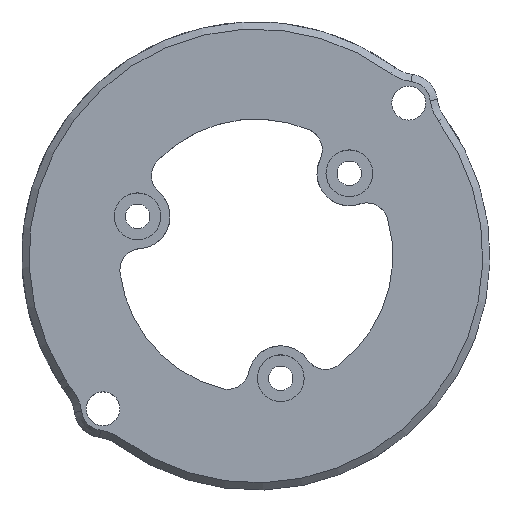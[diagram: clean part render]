
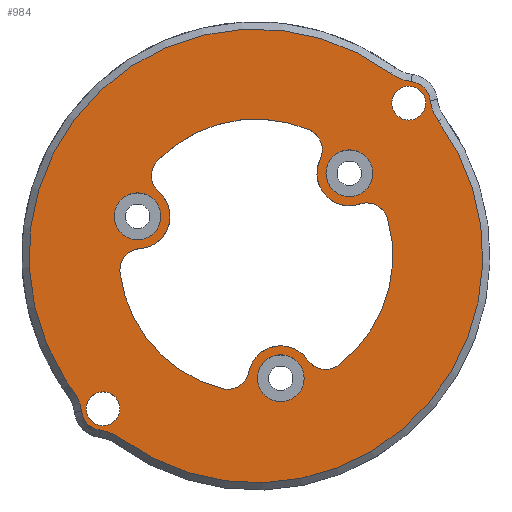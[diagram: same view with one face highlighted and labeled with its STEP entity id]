
A CAD part, top view. The second image highlights one B-rep face of the part: STEP entity #984.
In plain terms, the highlighted planar face has unit normal (0, 0, 1).
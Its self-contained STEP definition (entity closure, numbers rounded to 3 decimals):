
#21=FACE_BOUND('',#163,.T.);
#22=FACE_BOUND('',#164,.T.);
#23=FACE_BOUND('',#165,.T.);
#24=FACE_BOUND('',#166,.T.);
#25=FACE_BOUND('',#167,.T.);
#26=FACE_BOUND('',#168,.T.);
#36=PLANE('',#1078);
#102=FACE_OUTER_BOUND('',#162,.T.);
#162=EDGE_LOOP('',(#701,#702,#703,#704,#705,#706,#707,#708,#709));
#163=EDGE_LOOP('',(#710));
#164=EDGE_LOOP('',(#711));
#165=EDGE_LOOP('',(#712));
#166=EDGE_LOOP('',(#713,#714,#715,#716,#717,#718,#719,#720,#721,#722,#723,
#724));
#167=EDGE_LOOP('',(#725));
#168=EDGE_LOOP('',(#726));
#227=CIRCLE('',#1049,6.);
#228=CIRCLE('',#1051,3.);
#231=CIRCLE('',#1055,6.);
#238=CIRCLE('',#1067,31.5);
#240=CIRCLE('',#1070,6.);
#242=CIRCLE('',#1073,3.);
#245=CIRCLE('',#1077,6.);
#246=CIRCLE('',#1079,31.5);
#247=CIRCLE('',#1080,7.);
#248=CIRCLE('',#1081,3.25);
#249=CIRCLE('',#1082,3.25);
#250=CIRCLE('',#1083,3.25);
#251=CIRCLE('',#1084,3.);
#252=CIRCLE('',#1085,19.);
#253=CIRCLE('',#1086,3.);
#254=CIRCLE('',#1087,4.5);
#255=CIRCLE('',#1088,3.);
#256=CIRCLE('',#1089,19.);
#257=CIRCLE('',#1090,3.);
#258=CIRCLE('',#1091,4.5);
#259=CIRCLE('',#1092,3.);
#260=CIRCLE('',#1093,19.);
#261=CIRCLE('',#1094,3.);
#262=CIRCLE('',#1095,4.5);
#263=CIRCLE('',#1096,2.35);
#264=CIRCLE('',#1097,2.35);
#406=VERTEX_POINT('',#1522);
#409=VERTEX_POINT('',#1527);
#410=VERTEX_POINT('',#1531);
#414=VERTEX_POINT('',#1544);
#424=VERTEX_POINT('',#1585);
#425=VERTEX_POINT('',#1586);
#428=VERTEX_POINT('',#1594);
#430=VERTEX_POINT('',#1600);
#432=VERTEX_POINT('',#1606);
#433=VERTEX_POINT('',#1613);
#434=VERTEX_POINT('',#1615);
#435=VERTEX_POINT('',#1617);
#436=VERTEX_POINT('',#1619);
#437=VERTEX_POINT('',#1620);
#438=VERTEX_POINT('',#1622);
#439=VERTEX_POINT('',#1624);
#440=VERTEX_POINT('',#1626);
#441=VERTEX_POINT('',#1628);
#442=VERTEX_POINT('',#1630);
#443=VERTEX_POINT('',#1632);
#444=VERTEX_POINT('',#1634);
#445=VERTEX_POINT('',#1636);
#446=VERTEX_POINT('',#1638);
#447=VERTEX_POINT('',#1640);
#448=VERTEX_POINT('',#1643);
#449=VERTEX_POINT('',#1645);
#505=EDGE_CURVE('',#409,#406,#227,.T.);
#506=EDGE_CURVE('',#406,#410,#228,.T.);
#511=EDGE_CURVE('',#410,#414,#231,.T.);
#526=EDGE_CURVE('',#424,#425,#238,.T.);
#530=EDGE_CURVE('',#425,#428,#240,.T.);
#533=EDGE_CURVE('',#428,#430,#242,.T.);
#538=EDGE_CURVE('',#430,#432,#245,.T.);
#539=EDGE_CURVE('',#432,#409,#246,.T.);
#540=EDGE_CURVE('',#414,#424,#247,.T.);
#541=EDGE_CURVE('',#433,#433,#248,.T.);
#542=EDGE_CURVE('',#434,#434,#249,.T.);
#543=EDGE_CURVE('',#435,#435,#250,.T.);
#544=EDGE_CURVE('',#436,#437,#251,.T.);
#545=EDGE_CURVE('',#436,#438,#252,.T.);
#546=EDGE_CURVE('',#439,#438,#253,.T.);
#547=EDGE_CURVE('',#439,#440,#254,.T.);
#548=EDGE_CURVE('',#441,#440,#255,.T.);
#549=EDGE_CURVE('',#441,#442,#256,.T.);
#550=EDGE_CURVE('',#443,#442,#257,.T.);
#551=EDGE_CURVE('',#443,#444,#258,.T.);
#552=EDGE_CURVE('',#445,#444,#259,.T.);
#553=EDGE_CURVE('',#445,#446,#260,.T.);
#554=EDGE_CURVE('',#447,#446,#261,.T.);
#555=EDGE_CURVE('',#447,#437,#262,.T.);
#556=EDGE_CURVE('',#448,#448,#263,.T.);
#557=EDGE_CURVE('',#449,#449,#264,.T.);
#701=ORIENTED_EDGE('',*,*,#539,.F.);
#702=ORIENTED_EDGE('',*,*,#538,.F.);
#703=ORIENTED_EDGE('',*,*,#533,.F.);
#704=ORIENTED_EDGE('',*,*,#530,.F.);
#705=ORIENTED_EDGE('',*,*,#526,.F.);
#706=ORIENTED_EDGE('',*,*,#540,.F.);
#707=ORIENTED_EDGE('',*,*,#511,.F.);
#708=ORIENTED_EDGE('',*,*,#506,.F.);
#709=ORIENTED_EDGE('',*,*,#505,.F.);
#710=ORIENTED_EDGE('',*,*,#541,.T.);
#711=ORIENTED_EDGE('',*,*,#542,.T.);
#712=ORIENTED_EDGE('',*,*,#543,.T.);
#713=ORIENTED_EDGE('',*,*,#544,.F.);
#714=ORIENTED_EDGE('',*,*,#545,.T.);
#715=ORIENTED_EDGE('',*,*,#546,.F.);
#716=ORIENTED_EDGE('',*,*,#547,.T.);
#717=ORIENTED_EDGE('',*,*,#548,.F.);
#718=ORIENTED_EDGE('',*,*,#549,.T.);
#719=ORIENTED_EDGE('',*,*,#550,.F.);
#720=ORIENTED_EDGE('',*,*,#551,.T.);
#721=ORIENTED_EDGE('',*,*,#552,.F.);
#722=ORIENTED_EDGE('',*,*,#553,.T.);
#723=ORIENTED_EDGE('',*,*,#554,.F.);
#724=ORIENTED_EDGE('',*,*,#555,.T.);
#725=ORIENTED_EDGE('',*,*,#556,.T.);
#726=ORIENTED_EDGE('',*,*,#557,.T.);
#984=ADVANCED_FACE('',(#102,#21,#22,#23,#24,#25,#26),#36,.T.);
#1049=AXIS2_PLACEMENT_3D('',#1529,#1196,#1197);
#1051=AXIS2_PLACEMENT_3D('',#1532,#1200,#1201);
#1055=AXIS2_PLACEMENT_3D('',#1545,#1209,#1210);
#1067=AXIS2_PLACEMENT_3D('',#1587,#1238,#1239);
#1070=AXIS2_PLACEMENT_3D('',#1595,#1246,#1247);
#1073=AXIS2_PLACEMENT_3D('',#1601,#1253,#1254);
#1077=AXIS2_PLACEMENT_3D('',#1609,#1263,#1264);
#1078=AXIS2_PLACEMENT_3D('',#1610,#1265,#1266);
#1079=AXIS2_PLACEMENT_3D('',#1611,#1267,#1268);
#1080=AXIS2_PLACEMENT_3D('',#1612,#1269,#1270);
#1081=AXIS2_PLACEMENT_3D('',#1614,#1271,#1272);
#1082=AXIS2_PLACEMENT_3D('',#1616,#1273,#1274);
#1083=AXIS2_PLACEMENT_3D('',#1618,#1275,#1276);
#1084=AXIS2_PLACEMENT_3D('',#1621,#1277,#1278);
#1085=AXIS2_PLACEMENT_3D('',#1623,#1279,#1280);
#1086=AXIS2_PLACEMENT_3D('',#1625,#1281,#1282);
#1087=AXIS2_PLACEMENT_3D('',#1627,#1283,#1284);
#1088=AXIS2_PLACEMENT_3D('',#1629,#1285,#1286);
#1089=AXIS2_PLACEMENT_3D('',#1631,#1287,#1288);
#1090=AXIS2_PLACEMENT_3D('',#1633,#1289,#1290);
#1091=AXIS2_PLACEMENT_3D('',#1635,#1291,#1292);
#1092=AXIS2_PLACEMENT_3D('',#1637,#1293,#1294);
#1093=AXIS2_PLACEMENT_3D('',#1639,#1295,#1296);
#1094=AXIS2_PLACEMENT_3D('',#1641,#1297,#1298);
#1095=AXIS2_PLACEMENT_3D('',#1642,#1299,#1300);
#1096=AXIS2_PLACEMENT_3D('',#1644,#1301,#1302);
#1097=AXIS2_PLACEMENT_3D('',#1646,#1303,#1304);
#1196=DIRECTION('center_axis',(0.,0.,1.));
#1197=DIRECTION('ref_axis',(0.37,0.929,0.));
#1200=DIRECTION('center_axis',(0.,0.,-1.));
#1201=DIRECTION('ref_axis',(-1.,0.,0.));
#1209=DIRECTION('center_axis',(0.,0.,1.));
#1210=DIRECTION('ref_axis',(0.929,0.37,0.));
#1238=DIRECTION('center_axis',(0.,0.,-1.));
#1239=DIRECTION('ref_axis',(-1.,0.,0.));
#1246=DIRECTION('center_axis',(0.,0.,1.));
#1247=DIRECTION('ref_axis',(-0.37,-0.929,0.));
#1253=DIRECTION('center_axis',(0.,0.,-1.));
#1254=DIRECTION('ref_axis',(1.,0.,0.));
#1263=DIRECTION('center_axis',(0.,0.,1.));
#1264=DIRECTION('ref_axis',(-0.929,-0.37,0.));
#1265=DIRECTION('center_axis',(0.,0.,1.));
#1266=DIRECTION('ref_axis',(1.,0.,0.));
#1267=DIRECTION('center_axis',(0.,0.,-1.));
#1268=DIRECTION('ref_axis',(-1.,0.,0.));
#1269=DIRECTION('center_axis',(0.,0.,1.));
#1270=DIRECTION('ref_axis',(1.,0.,0.));
#1271=DIRECTION('center_axis',(0.,0.,-1.));
#1272=DIRECTION('ref_axis',(-1.,0.,0.));
#1273=DIRECTION('center_axis',(0.,0.,-1.));
#1274=DIRECTION('ref_axis',(-1.,0.,0.));
#1275=DIRECTION('center_axis',(0.,0.,-1.));
#1276=DIRECTION('ref_axis',(-1.,0.,0.));
#1277=DIRECTION('center_axis',(0.,0.,1.));
#1278=DIRECTION('ref_axis',(0.465,0.886,0.));
#1279=DIRECTION('center_axis',(0.,0.,-1.));
#1280=DIRECTION('ref_axis',(0.418,-0.909,0.));
#1281=DIRECTION('center_axis',(0.,0.,1.));
#1282=DIRECTION('ref_axis',(-0.163,-0.987,0.));
#1283=DIRECTION('center_axis',(0.,0.,1.));
#1284=DIRECTION('ref_axis',(0.998,-0.064,0.));
#1285=DIRECTION('center_axis',(0.,0.,1.));
#1286=DIRECTION('ref_axis',(0.535,-0.845,0.));
#1287=DIRECTION('center_axis',(0.,0.,-1.));
#1288=DIRECTION('ref_axis',(-0.996,0.092,0.));
#1289=DIRECTION('center_axis',(0.,0.,1.));
#1290=DIRECTION('ref_axis',(-0.773,0.634,0.));
#1291=DIRECTION('center_axis',(0.,0.,1.));
#1292=DIRECTION('ref_axis',(-0.554,-0.832,0.));
#1293=DIRECTION('center_axis',(0.,0.,1.));
#1294=DIRECTION('ref_axis',(-0.999,-0.04,0.));
#1295=DIRECTION('center_axis',(0.,0.,-1.));
#1296=DIRECTION('ref_axis',(0.578,0.816,0.));
#1297=DIRECTION('center_axis',(0.,0.,1.));
#1298=DIRECTION('ref_axis',(0.936,0.353,0.));
#1299=DIRECTION('center_axis',(0.,0.,1.));
#1300=DIRECTION('ref_axis',(-0.443,0.896,0.));
#1301=DIRECTION('center_axis',(0.,0.,-1.));
#1302=DIRECTION('ref_axis',(-1.,0.,0.));
#1303=DIRECTION('center_axis',(0.,0.,-1.));
#1304=DIRECTION('ref_axis',(-1.,0.,0.));
#1522=CARTESIAN_POINT('',(-21.576,-24.191,14.));
#1527=CARTESIAN_POINT('',(-18.734,-25.324,14.));
#1529=CARTESIAN_POINT('Origin',(-22.303,-30.147,14.));
#1531=CARTESIAN_POINT('',(-24.191,-21.576,14.));
#1532=CARTESIAN_POINT('Origin',(-21.213,-21.213,14.));
#1544=CARTESIAN_POINT('',(-25.99,-17.976,14.));
#1545=CARTESIAN_POINT('Origin',(-30.147,-22.303,14.));
#1585=CARTESIAN_POINT('',(-26.501,-17.028,14.));
#1586=CARTESIAN_POINT('',(18.734,25.324,14.));
#1587=CARTESIAN_POINT('Origin',(0.,0.,
14.));
#1594=CARTESIAN_POINT('',(21.576,24.191,14.));
#1595=CARTESIAN_POINT('Origin',(22.303,30.147,14.));
#1600=CARTESIAN_POINT('',(24.191,21.576,14.));
#1601=CARTESIAN_POINT('Origin',(21.213,21.213,14.));
#1606=CARTESIAN_POINT('',(25.324,18.734,14.));
#1609=CARTESIAN_POINT('Origin',(30.147,22.303,14.));
#1610=CARTESIAN_POINT('Origin',(0.482,-1.855,14.));
#1611=CARTESIAN_POINT('Origin',(0.,0.,
14.));
#1612=CARTESIAN_POINT('Origin',(-32.39,-20.812,14.));
#1613=CARTESIAN_POINT('',(16.226,11.473,14.));
#1614=CARTESIAN_POINT('Origin',(12.976,11.473,14.));
#1615=CARTESIAN_POINT('',(-13.174,5.501,14.));
#1616=CARTESIAN_POINT('Origin',(-16.424,5.501,14.));
#1617=CARTESIAN_POINT('',(6.698,-16.974,14.));
#1618=CARTESIAN_POINT('Origin',(3.448,-16.974,14.));
#1619=CARTESIAN_POINT('',(18.277,5.192,14.));
#1620=CARTESIAN_POINT('',(14.425,7.212,14.));
#1621=CARTESIAN_POINT('Origin',(15.391,4.372,14.));
#1622=CARTESIAN_POINT('',(11.462,-15.153,14.));
#1623=CARTESIAN_POINT('Origin',(0.,0.,14.));
#1624=CARTESIAN_POINT('',(7.17,-14.446,14.));
#1625=CARTESIAN_POINT('Origin',(9.652,-12.761,14.));
#1626=CARTESIAN_POINT('',(-0.966,-16.099,14.));
#1627=CARTESIAN_POINT('Origin',(3.448,-16.974,14.));
#1628=CARTESIAN_POINT('',(-4.642,-18.424,14.));
#1629=CARTESIAN_POINT('Origin',(-3.909,-15.515,14.));
#1630=CARTESIAN_POINT('',(-18.854,-2.35,14.));
#1631=CARTESIAN_POINT('Origin',(0.,0.,14.));
#1632=CARTESIAN_POINT('',(-16.096,1.013,14.));
#1633=CARTESIAN_POINT('Origin',(-15.877,-1.979,14.));
#1634=CARTESIAN_POINT('',(-13.459,8.886,14.));
#1635=CARTESIAN_POINT('Origin',(-16.424,5.501,14.));
#1636=CARTESIAN_POINT('',(-13.635,13.232,14.));
#1637=CARTESIAN_POINT('Origin',(-11.482,11.143,14.));
#1638=CARTESIAN_POINT('',(7.392,17.503,14.));
#1639=CARTESIAN_POINT('Origin',(0.,0.,14.));
#1640=CARTESIAN_POINT('',(8.925,13.433,14.));
#1641=CARTESIAN_POINT('Origin',(6.225,14.739,14.));
#1642=CARTESIAN_POINT('Origin',(12.976,11.473,14.));
#1643=CARTESIAN_POINT('',(-18.863,-21.213,14.));
#1644=CARTESIAN_POINT('Origin',(-21.213,-21.213,14.));
#1645=CARTESIAN_POINT('',(23.563,21.213,14.));
#1646=CARTESIAN_POINT('Origin',(21.213,21.213,14.));
